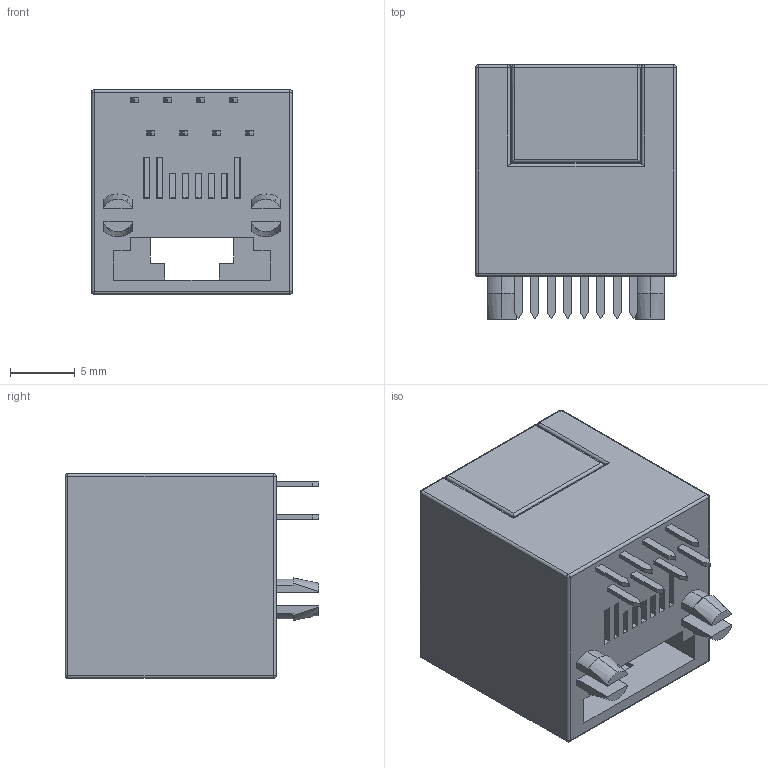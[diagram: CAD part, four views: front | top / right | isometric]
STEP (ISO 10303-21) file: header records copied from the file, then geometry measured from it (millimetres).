
FILE_DESCRIPTION (( 'STEP AP214' ), '1' );
FILE_NAME ('User Library-CONNECTOR, RJ-45, 8P8C, MOD JACK, TOP ENTRY, CAT 5E, RIA AJT26A8813.STEP', '2020-03-05T02:48:14', ( '' ), ( '' ), 'SwSTEP 2.0', 'SolidWorks 2019', '' );
FILE_SCHEMA (( 'AUTOMOTIVE_DESIGN' ));
Length unit declared in the file: millimetre
Products named in the file (1): User Library-CONNECTOR, RJ-45, 8P8C, MOD JACK, TOP ENTRY, CAT 5E, RIA AJT26A8813
Bounding box: 15.5 x 19.6 x 15.8 mm (x, y, z)
Volume: 2245.6 mm3; surface area: 2909.7 mm2
Topology: 9 solids, 9 shells, 441 faces, 1140 edges, 724 vertices
Faces by surface type: plane 319, cylinder 86, bspline 18, sphere 12, cone 6
Entity records: 16422 total; most frequent: CARTESIAN_POINT 3708, ORIENTED_EDGE 2256, DIRECTION 1984, EDGE_CURVE 1128, LINE 944, VECTOR 944, VERTEX_POINT 724, AXIS2_PLACEMENT_3D 520
